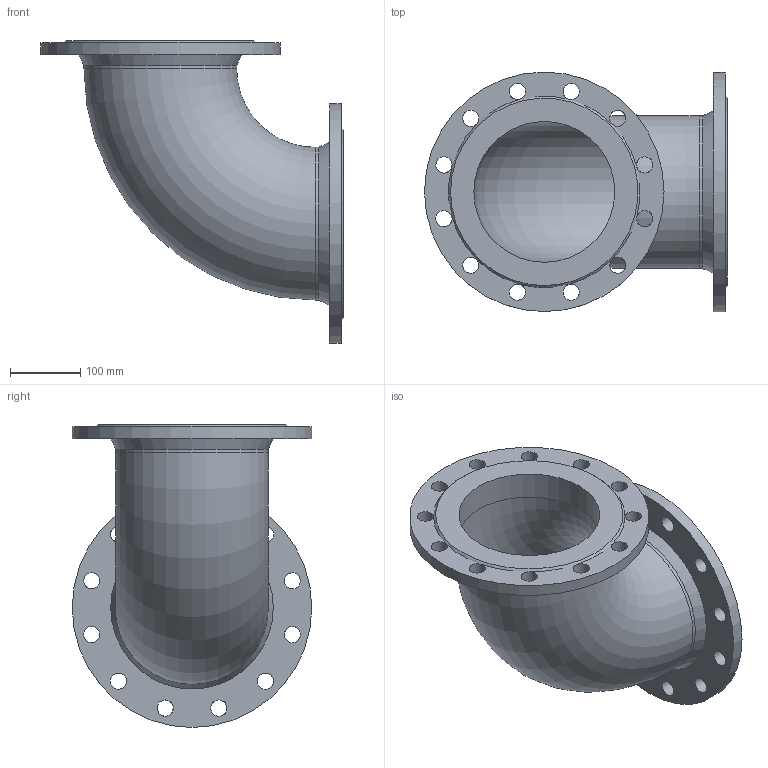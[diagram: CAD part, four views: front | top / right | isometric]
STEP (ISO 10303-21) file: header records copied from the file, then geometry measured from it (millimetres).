
FILE_DESCRIPTION (( 'STEP AP203' ), '1' );
FILE_NAME ('200-90-PN16.STEP', '2017-10-30T08:31:20', ( 'Windows User' ), ( 'AVK' ), 'SwSTEP 2.0', 'SolidWorks 2012', '' );
FILE_SCHEMA (( 'CONFIG_CONTROL_DESIGN' ));
Length unit declared in the file: millimetre
Products named in the file (1): 200-90-PN16
Bounding box: 430 x 340 x 430 mm (x, y, z)
Volume: 4195384.7 mm3; surface area: 797470.5 mm2
Topology: 1 solids, 1 shells, 42 faces, 152 edges, 92 vertices
Faces by surface type: cylinder 30, plane 6, cone 4, torus 2
Full cylindrical faces by diameter (mm): 23 x24, 200 x2, 216.8 x2, 340 x2
Entity records: 1385 total; most frequent: DIRECTION 262, CARTESIAN_POINT 195, ORIENTED_EDGE 176, AXIS2_PLACEMENT_3D 131, EDGE_LOOP 108, CIRCLE 88, EDGE_CURVE 88, FACE_OUTER_BOUND 74
